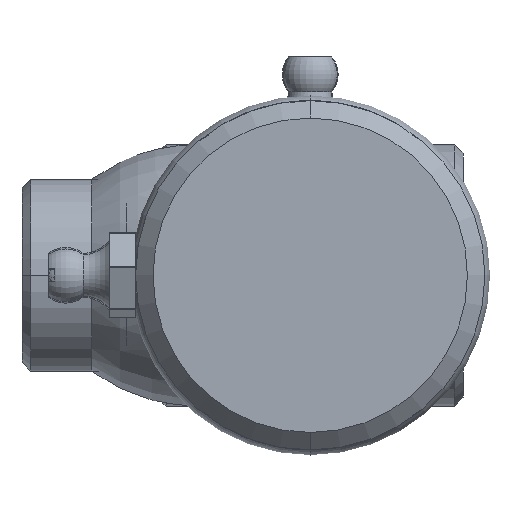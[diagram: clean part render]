
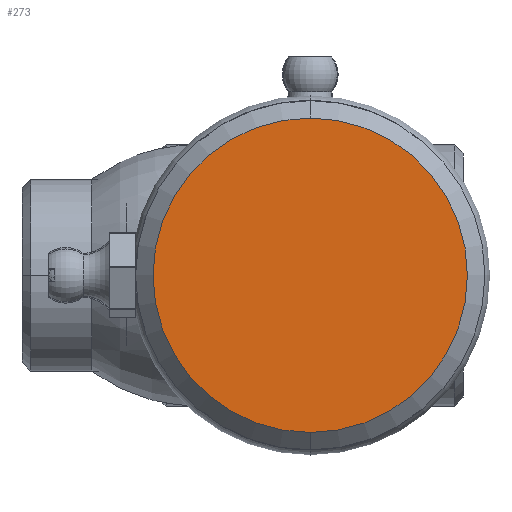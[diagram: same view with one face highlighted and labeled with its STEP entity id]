
A CAD part, left-side view. The second image highlights one B-rep face of the part: STEP entity #273.
In plain terms, the highlighted planar face has unit normal (-1, 0, 0).
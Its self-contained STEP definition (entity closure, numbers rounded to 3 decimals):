
#270 = EDGE_LOOP ( 'NONE', ( #293, #282 ) ) ;
#273 = ADVANCED_FACE ( 'NONE', ( #1552 ), #1551, .F. ) ;
#282 = ORIENTED_EDGE ( 'NONE', *, *, #4823, .T. ) ;
#287 = EDGE_CURVE ( 'NONE', #4817, #4819, #1588, .T. ) ;
#293 = ORIENTED_EDGE ( 'NONE', *, *, #287, .T. ) ;
#1547 = DIRECTION ( 'NONE',  ( 0., 0., -1. ) ) ;
#1548 = DIRECTION ( 'NONE',  ( 1., 0., 0. ) ) ;
#1549 = CARTESIAN_POINT ( 'NONE',  ( -32., 18., 0. ) ) ;
#1550 = AXIS2_PLACEMENT_3D ( 'NONE', #1549, #1548, #1547 ) ;
#1551 = PLANE ( 'NONE',  #1550 ) ;
#1552 = FACE_OUTER_BOUND ( 'NONE', #270, .T. ) ;
#1584 = DIRECTION ( 'NONE',  ( 0., 0., 1. ) ) ;
#1585 = DIRECTION ( 'NONE',  ( -1., 0., 0. ) ) ;
#1586 = CARTESIAN_POINT ( 'NONE',  ( -32., 0., 0. ) ) ;
#1587 = AXIS2_PLACEMENT_3D ( 'NONE', #1586, #1585, #1584 ) ;
#1588 = CIRCLE ( 'NONE', #1587, 18. ) ;
#3564 = CARTESIAN_POINT ( 'NONE',  ( -32., 0., 18. ) ) ;
#3566 = CARTESIAN_POINT ( 'NONE',  ( -32., 0., -18. ) ) ;
#3617 = DIRECTION ( 'NONE',  ( 0., 0., 1. ) ) ;
#3618 = DIRECTION ( 'NONE',  ( -1., 0., 0. ) ) ;
#3619 = CARTESIAN_POINT ( 'NONE',  ( -32., 0., 0. ) ) ;
#3620 = AXIS2_PLACEMENT_3D ( 'NONE', #3619, #3618, #3617 ) ;
#3621 = CIRCLE ( 'NONE', #3620, 18. ) ;
#4817 = VERTEX_POINT ( 'NONE', #3566 ) ;
#4819 = VERTEX_POINT ( 'NONE', #3564 ) ;
#4823 = EDGE_CURVE ( 'NONE', #4819, #4817, #3621, .T. ) ;
